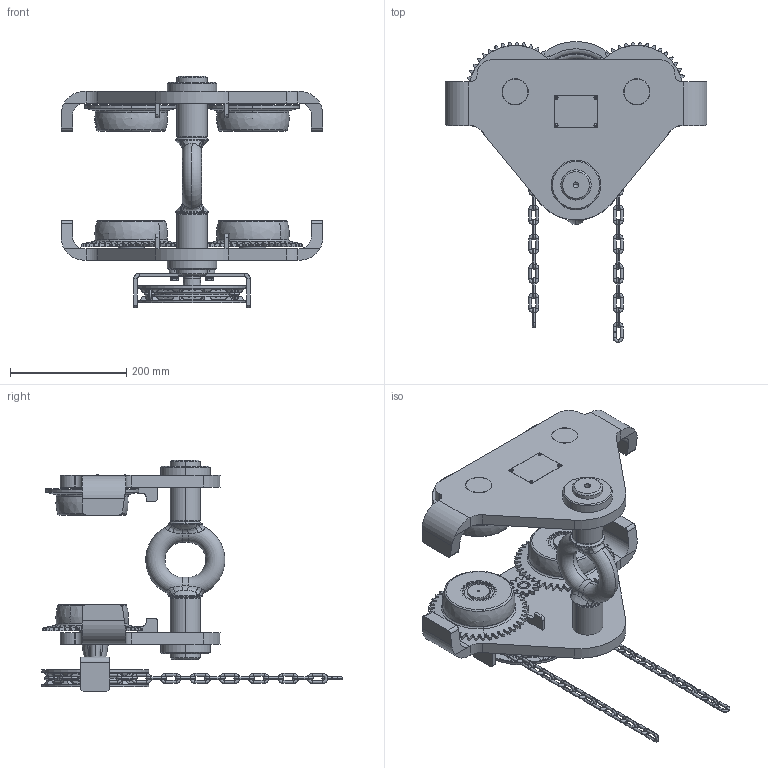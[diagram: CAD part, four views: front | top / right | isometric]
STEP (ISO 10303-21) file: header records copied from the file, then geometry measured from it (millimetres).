
FILE_DESCRIPTION (( 'STEP AP203' ), '1' );
FILE_NAME ('HTG-5t.STEP', '2010-02-05T10:19:39', ( 'Yale Industrial Products GmbH' ), ( 'Yale Industrial Products GmbH' ), 'SwSTEP 2.0', 'SolidWorks 2009', '' );
FILE_SCHEMA (( 'CONFIG_CONTROL_DESIGN' ));
Length unit declared in the file: millimetre
Products named in the file (1): HTG-5t
Bounding box: 450 x 516.96 x 398.5 mm (x, y, z)
Volume: 6849751.7 mm3; surface area: 1064591.9 mm2
Topology: 80 solids, 80 shells, 2606 faces, 6697 edges, 4138 vertices
Faces by surface type: cylinder 1253, plane 396, torus 395, cone 338, bspline 160, sphere 64
Entity records: 113992 total; most frequent: CARTESIAN_POINT 51482, DIRECTION 13424, ORIENTED_EDGE 13162, EDGE_CURVE 6581, AXIS2_PLACEMENT_3D 5677, VERTEX_POINT 4114, CIRCLE 3230, EDGE_LOOP 2763
